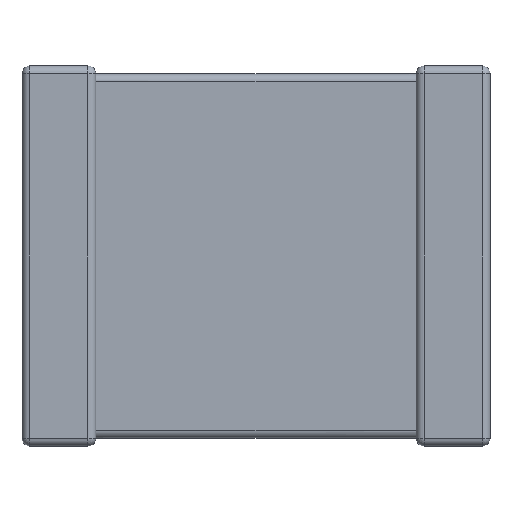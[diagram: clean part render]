
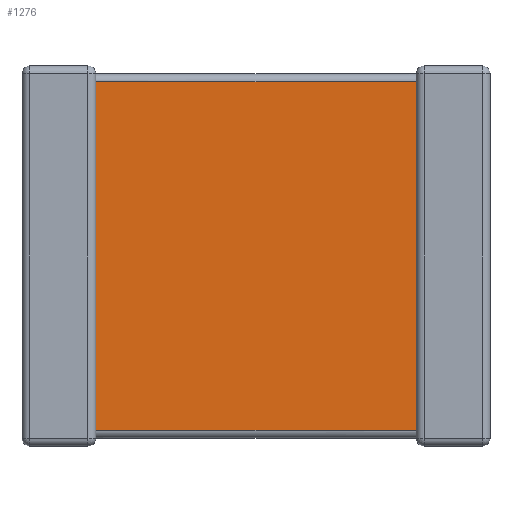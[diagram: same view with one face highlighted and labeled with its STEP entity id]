
A CAD part, front view. The second image highlights one B-rep face of the part: STEP entity #1276.
In plain terms, the highlighted planar face has unit normal (0, -1, 0).
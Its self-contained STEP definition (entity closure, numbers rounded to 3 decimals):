
#59 = VECTOR ( 'NONE', #64, 1000. ) ;
#64 = DIRECTION ( 'NONE',  ( 1., 0., 0. ) ) ;
#237 = EDGE_LOOP ( 'NONE', ( #2358, #1254, #1942, #2037 ) ) ;
#324 = PLANE ( 'NONE',  #3314 ) ;
#424 = EDGE_CURVE ( 'NONE', #1804, #4118, #760, .T. ) ;
#760 = LINE ( 'NONE', #2604, #59 ) ;
#790 = CARTESIAN_POINT ( 'NONE',  ( 1.05, 0.112, -5.4 ) ) ;
#1138 = EDGE_CURVE ( 'NONE', #4118, #4636, #3521, .T. ) ;
#1254 = ORIENTED_EDGE ( 'NONE', *, *, #424, .T. ) ;
#1276 = ADVANCED_FACE ( 'NONE', ( #1317 ), #324, .T. ) ;
#1317 = FACE_OUTER_BOUND ( 'NONE', #237, .T. ) ;
#1415 = DIRECTION ( 'NONE',  ( 0., 0., 1. ) ) ;
#1427 = VECTOR ( 'NONE', #4531, 1000. ) ;
#1804 = VERTEX_POINT ( 'NONE', #2488 ) ;
#1814 = CARTESIAN_POINT ( 'NONE',  ( 1.05, 0.112, -5.4 ) ) ;
#1942 = ORIENTED_EDGE ( 'NONE', *, *, #1138, .T. ) ;
#2037 = ORIENTED_EDGE ( 'NONE', *, *, #3065, .T. ) ;
#2197 = DIRECTION ( 'NONE',  ( 0., 0., -1. ) ) ;
#2223 = VERTEX_POINT ( 'NONE', #2930 ) ;
#2255 = VECTOR ( 'NONE', #1415, 1000. ) ;
#2358 = ORIENTED_EDGE ( 'NONE', *, *, #3503, .F. ) ;
#2488 = CARTESIAN_POINT ( 'NONE',  ( 1.05, 0.112, -5.175 ) ) ;
#2604 = CARTESIAN_POINT ( 'NONE',  ( 5.6, 0.112, -5.175 ) ) ;
#2930 = CARTESIAN_POINT ( 'NONE',  ( 1.05, 0.112, -0.225 ) ) ;
#2941 = CARTESIAN_POINT ( 'NONE',  ( 5.6, 0.112, -0.225 ) ) ;
#3065 = EDGE_CURVE ( 'NONE', #4636, #2223, #4257, .T. ) ;
#3074 = CARTESIAN_POINT ( 'NONE',  ( 1.05, 0.112, -0.225 ) ) ;
#3215 = VECTOR ( 'NONE', #3696, 1000. ) ;
#3314 = AXIS2_PLACEMENT_3D ( 'NONE', #1814, #3646, #2197 ) ;
#3503 = EDGE_CURVE ( 'NONE', #1804, #2223, #4041, .T. ) ;
#3521 = LINE ( 'NONE', #3547, #2255 ) ;
#3547 = CARTESIAN_POINT ( 'NONE',  ( 5.6, 0.112, -5.4 ) ) ;
#3646 = DIRECTION ( 'NONE',  ( 0., -1., 0. ) ) ;
#3696 = DIRECTION ( 'NONE',  ( 0., 0., 1. ) ) ;
#3955 = CARTESIAN_POINT ( 'NONE',  ( 5.6, 0.112, -5.175 ) ) ;
#4041 = LINE ( 'NONE', #790, #3215 ) ;
#4118 = VERTEX_POINT ( 'NONE', #3955 ) ;
#4257 = LINE ( 'NONE', #3074, #1427 ) ;
#4531 = DIRECTION ( 'NONE',  ( -1., 0., 0. ) ) ;
#4636 = VERTEX_POINT ( 'NONE', #2941 ) ;
